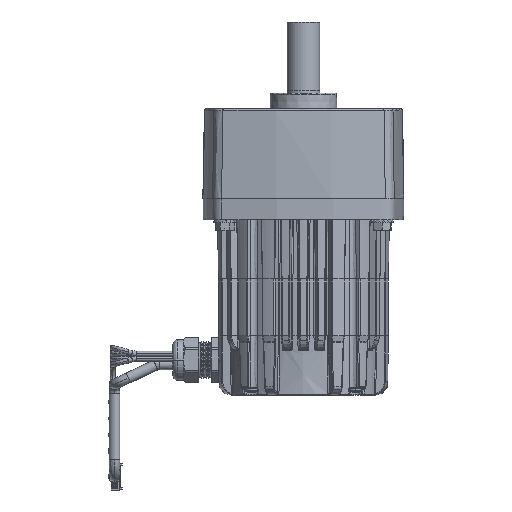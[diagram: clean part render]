
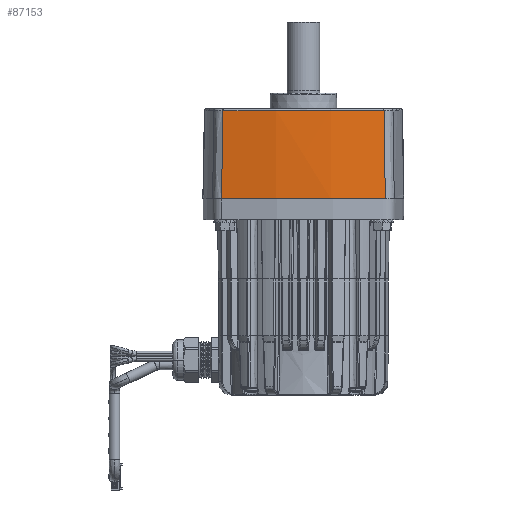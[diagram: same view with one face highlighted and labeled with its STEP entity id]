
A CAD part, front view. The second image highlights one B-rep face of the part: STEP entity #87153.
In plain terms, the highlighted conical face has half-angle 1 degrees and reference radius 203.188 mm.
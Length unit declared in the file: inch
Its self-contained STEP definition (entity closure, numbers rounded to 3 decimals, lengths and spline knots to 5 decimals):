
#6415 = CARTESIAN_POINT ( 'NONE',  ( 0., 5.68, -0.027 ) ) ;
#9977 = ORIENTED_EDGE ( 'NONE', *, *, #70778, .F. ) ;
#15165 = VERTEX_POINT ( 'NONE', #15824 ) ;
#15824 = CARTESIAN_POINT ( 'NONE',  ( 1.88764, -2.09363, -0.027 ) ) ;
#16442 = CARTESIAN_POINT ( 'NONE',  ( 0., 5.68, -0.027 ) ) ;
#19317 = ORIENTED_EDGE ( 'NONE', *, *, #77035, .F. ) ;
#23810 = EDGE_CURVE ( 'NONE', #79257, #54687, #51374, .T. ) ;
#24266 = VERTEX_POINT ( 'NONE', #39530 ) ;
#24769 = DIRECTION ( 'NONE',  ( 1., 0., 0. ) ) ;
#24873 = CARTESIAN_POINT ( 'NONE',  ( -1.86752, -2.07414, -1.38303 ) ) ;
#28270 = ORIENTED_EDGE ( 'NONE', *, *, #50007, .F. ) ;
#31637 = CARTESIAN_POINT ( 'NONE',  ( 0., 5.68, -2.06105 ) ) ;
#36062 = B_SPLINE_CURVE_WITH_KNOTS ( 'NONE', 3,
 ( #75039, #83326, #42123, #100033 ),
 .UNSPECIFIED., .F., .F.,
 ( 4, 4 ),
 ( 0., 1. ),
 .UNSPECIFIED. ) ;
#37751 = EDGE_LOOP ( 'NONE', ( #19317, #61895, #28270, #9977 ) ) ;
#39530 = CARTESIAN_POINT ( 'NONE',  ( -1.88764, -2.09363, -0.027 ) ) ;
#40022 = DIRECTION ( 'NONE',  ( 1., 0., 0. ) ) ;
#41880 = CARTESIAN_POINT ( 'NONE',  ( -1.88764, -2.09363, -0.027 ) ) ;
#42123 = CARTESIAN_POINT ( 'NONE',  ( 1.86752, -2.07414, -1.38303 ) ) ;
#42439 = CARTESIAN_POINT ( 'NONE',  ( -1.85745, -2.06439, -2.06105 ) ) ;
#43606 = CARTESIAN_POINT ( 'NONE',  ( 1.85745, -2.06439, -2.06105 ) ) ;
#48063 = DIRECTION ( 'NONE',  ( 0., 0., 1. ) ) ;
#48323 = AXIS2_PLACEMENT_3D ( 'NONE', #6415, #48063, #56372 ) ;
#50007 = EDGE_CURVE ( 'NONE', #15165, #54687, #36062, .T. ) ;
#50693 = AXIS2_PLACEMENT_3D ( 'NONE', #16442, #74319, #24769 ) ;
#51374 = CIRCLE ( 'NONE', #52622, 7.96402 ) ;
#52622 = AXIS2_PLACEMENT_3D ( 'NONE', #31637, #89547, #40022 ) ;
#53233 = CIRCLE ( 'NONE', #50693, 7.99953 ) ;
#54687 = VERTEX_POINT ( 'NONE', #43606 ) ;
#56372 = DIRECTION ( 'NONE',  ( 1., 0., 0. ) ) ;
#61895 = ORIENTED_EDGE ( 'NONE', *, *, #23810, .T. ) ;
#64999 = FACE_OUTER_BOUND ( 'NONE', #37751, .T. ) ;
#70778 = EDGE_CURVE ( 'NONE', #24266, #15165, #53233, .T. ) ;
#72068 = B_SPLINE_CURVE_WITH_KNOTS ( 'NONE', 3,
 ( #99415, #24873, #91392, #41880 ),
 .UNSPECIFIED., .F., .F.,
 ( 4, 4 ),
 ( 0., 1. ),
 .UNSPECIFIED. ) ;
#74319 = DIRECTION ( 'NONE',  ( 0., 0., 1. ) ) ;
#75039 = CARTESIAN_POINT ( 'NONE',  ( 1.88764, -2.09363, -0.027 ) ) ;
#77035 = EDGE_CURVE ( 'NONE', #79257, #24266, #72068, .T. ) ;
#79257 = VERTEX_POINT ( 'NONE', #42439 ) ;
#83326 = CARTESIAN_POINT ( 'NONE',  ( 1.87758, -2.08389, -0.70502 ) ) ;
#87153 = ADVANCED_FACE ( 'NONE', ( #64999 ), #106448, .T. ) ;
#89547 = DIRECTION ( 'NONE',  ( 0., 0., 1. ) ) ;
#91392 = CARTESIAN_POINT ( 'NONE',  ( -1.87758, -2.08389, -0.70502 ) ) ;
#99415 = CARTESIAN_POINT ( 'NONE',  ( -1.85745, -2.06439, -2.06105 ) ) ;
#100033 = CARTESIAN_POINT ( 'NONE',  ( 1.85745, -2.06439, -2.06105 ) ) ;
#106448 = CONICAL_SURFACE ( 'NONE', #48323, 7.99953, 0.017 ) ;
